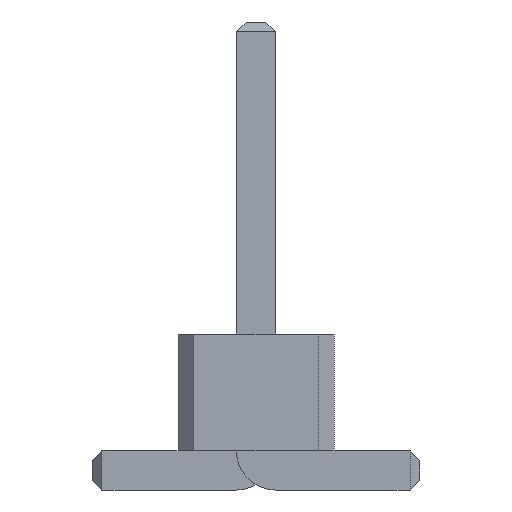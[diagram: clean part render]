
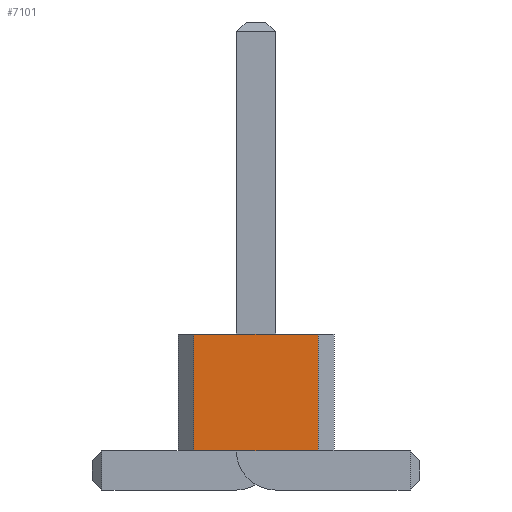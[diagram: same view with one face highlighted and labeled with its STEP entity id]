
A CAD part, front view. The second image highlights one B-rep face of the part: STEP entity #7101.
In plain terms, the highlighted planar face has unit normal (0, -1, 0).
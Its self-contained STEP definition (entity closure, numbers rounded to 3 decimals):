
#1342 = VERTEX_POINT('',#1343);
#1343 = CARTESIAN_POINT('',(0.8,-25.,0.5));
#1349 = EDGE_CURVE('',#1350,#1342,#1352,.T.);
#1350 = VERTEX_POINT('',#1351);
#1351 = CARTESIAN_POINT('',(-0.8,-25.,0.5));
#1352 = LINE('',#1353,#1354);
#1353 = CARTESIAN_POINT('',(-0.8,-25.,0.5));
#1354 = VECTOR('',#1355,1.);
#1355 = DIRECTION('',(1.,0.,0.));
#3119 = VERTEX_POINT('',#3120);
#3120 = CARTESIAN_POINT('',(0.8,-25.,2.));
#3126 = EDGE_CURVE('',#3127,#3119,#3129,.T.);
#3127 = VERTEX_POINT('',#3128);
#3128 = CARTESIAN_POINT('',(-0.8,-25.,2.));
#3129 = LINE('',#3130,#3131);
#3130 = CARTESIAN_POINT('',(-0.8,-25.,2.));
#3131 = VECTOR('',#3132,1.);
#3132 = DIRECTION('',(1.,0.,0.));
#7090 = EDGE_CURVE('',#1350,#3127,#7091,.T.);
#7091 = LINE('',#7092,#7093);
#7092 = CARTESIAN_POINT('',(-0.8,-25.,0.5));
#7093 = VECTOR('',#7094,1.);
#7094 = DIRECTION('',(0.,0.,1.));
#7101 = ADVANCED_FACE('',(#7102),#7113,.F.);
#7102 = FACE_BOUND('',#7103,.F.);
#7103 = EDGE_LOOP('',(#7104,#7105,#7106,#7112));
#7104 = ORIENTED_EDGE('',*,*,#7090,.T.);
#7105 = ORIENTED_EDGE('',*,*,#3126,.T.);
#7106 = ORIENTED_EDGE('',*,*,#7107,.F.);
#7107 = EDGE_CURVE('',#1342,#3119,#7108,.T.);
#7108 = LINE('',#7109,#7110);
#7109 = CARTESIAN_POINT('',(0.8,-25.,0.5));
#7110 = VECTOR('',#7111,1.);
#7111 = DIRECTION('',(0.,0.,1.));
#7112 = ORIENTED_EDGE('',*,*,#1349,.F.);
#7113 = PLANE('',#7114);
#7114 = AXIS2_PLACEMENT_3D('',#7115,#7116,#7117);
#7115 = CARTESIAN_POINT('',(-0.8,-25.,0.5));
#7116 = DIRECTION('',(0.,1.,0.));
#7117 = DIRECTION('',(1.,0.,0.));
